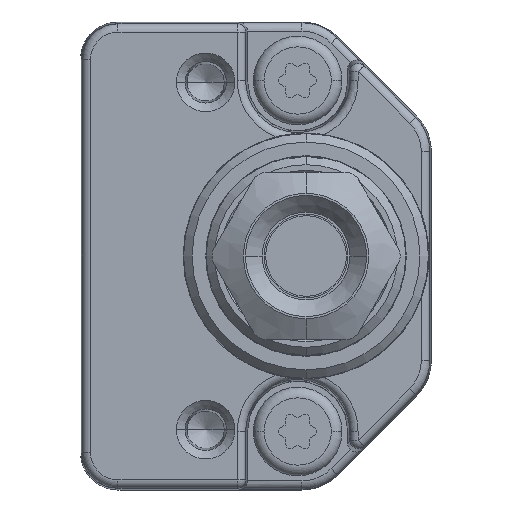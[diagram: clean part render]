
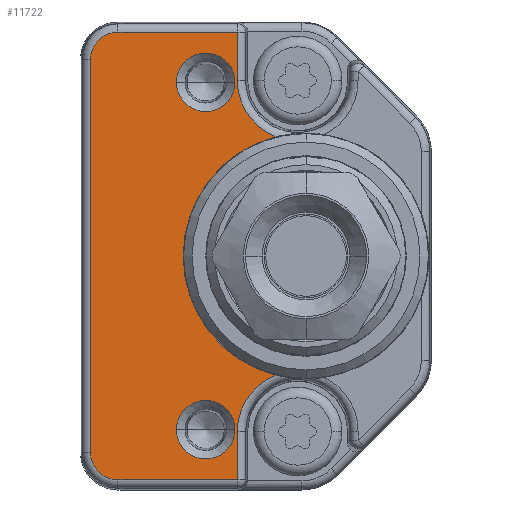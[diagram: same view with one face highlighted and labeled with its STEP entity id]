
A CAD part, left-side view. The second image highlights one B-rep face of the part: STEP entity #11722.
In plain terms, the highlighted planar face has unit normal (-1, 0, 0).
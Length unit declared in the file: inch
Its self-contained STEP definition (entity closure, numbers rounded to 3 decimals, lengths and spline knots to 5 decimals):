
#652=DIRECTION('',(0.,0.,1.));
#653=VECTOR('',#652,0.11399);
#654=CARTESIAN_POINT('',(-0.49213,0.45723,
-0.52737));
#655=LINE('',#654,#653);
#656=DIRECTION('',(0.,-1.,0.));
#657=VECTOR('',#656,0.28096);
#658=CARTESIAN_POINT('',(-0.49213,0.73819,
-0.52737));
#659=LINE('',#658,#657);
#660=CARTESIAN_POINT('',(-0.49213,0.73819,
-0.4626));
#661=DIRECTION('',(-1.,0.,0.));
#662=DIRECTION('',(0.,1.,0.));
#663=AXIS2_PLACEMENT_3D('',#660,#661,#662);
#665=DIRECTION('',(0.,0.,-1.));
#666=VECTOR('',#665,0.9252);
#667=CARTESIAN_POINT('',(-0.49213,0.80296,
0.4626));
#668=LINE('',#667,#666);
#669=CARTESIAN_POINT('',(-0.49213,0.73819,
0.4626));
#670=DIRECTION('',(-1.,0.,0.));
#671=DIRECTION('',(0.,0.,1.));
#672=AXIS2_PLACEMENT_3D('',#669,#670,#671);
#674=DIRECTION('',(0.,1.,0.));
#675=VECTOR('',#674,0.28096);
#676=CARTESIAN_POINT('',(-0.49213,0.45723,
0.52737));
#677=LINE('',#676,#675);
#678=DIRECTION('',(0.,0.,1.));
#679=VECTOR('',#678,0.11399);
#680=CARTESIAN_POINT('',(-0.49213,0.45723,
0.41339));
#681=LINE('',#680,#679);
#682=CARTESIAN_POINT('',(-0.49213,0.31496,
0.41339));
#683=DIRECTION('',(1.,0.,0.));
#684=DIRECTION('',(0.,0.359,-0.933));
#685=AXIS2_PLACEMENT_3D('',#682,#683,#684);
#687=CARTESIAN_POINT('',(-0.49213,0.29528,0.));
#688=DIRECTION('',(-1.,0.,0.));
#689=DIRECTION('',(0.,0.244,0.97));
#690=AXIS2_PLACEMENT_3D('',#687,#688,#689);
#692=CARTESIAN_POINT('',(-0.49213,0.31496,
-0.41339));
#693=DIRECTION('',(1.,0.,0.));
#694=DIRECTION('',(0.,1.,0.));
#695=AXIS2_PLACEMENT_3D('',#692,#693,#694);
#697=CARTESIAN_POINT('',(-0.49213,0.5315,
-0.40915));
#698=DIRECTION('',(1.,0.,0.));
#699=DIRECTION('',(0.,-1.,0.));
#700=AXIS2_PLACEMENT_3D('',#697,#698,#699);
#702=CARTESIAN_POINT('',(-0.49213,0.5315,
-0.40915));
#703=DIRECTION('',(1.,0.,0.));
#704=DIRECTION('',(0.,1.,0.));
#705=AXIS2_PLACEMENT_3D('',#702,#703,#704);
#707=CARTESIAN_POINT('',(-0.49213,0.5315,
0.40915));
#708=DIRECTION('',(1.,0.,0.));
#709=DIRECTION('',(0.,-1.,0.));
#710=AXIS2_PLACEMENT_3D('',#707,#708,#709);
#712=CARTESIAN_POINT('',(-0.49213,0.5315,
0.40915));
#713=DIRECTION('',(1.,0.,0.));
#714=DIRECTION('',(0.,1.,0.));
#715=AXIS2_PLACEMENT_3D('',#712,#713,#714);
#9788=CARTESIAN_POINT('',(-0.49213,0.80296,
-0.4626));
#9789=CARTESIAN_POINT('',(-0.49213,0.73819,
-0.52737));
#9790=VERTEX_POINT('',#9788);
#9791=VERTEX_POINT('',#9789);
#9796=CARTESIAN_POINT('',(-0.49213,0.80296,
0.4626));
#9797=VERTEX_POINT('',#9796);
#9800=CARTESIAN_POINT('',(-0.49213,0.73819,
0.52737));
#9801=VERTEX_POINT('',#9800);
#9828=CARTESIAN_POINT('',(-0.49213,0.45723,
-0.52737));
#9829=CARTESIAN_POINT('',(-0.49213,0.45723,
-0.41339));
#9830=VERTEX_POINT('',#9828);
#9831=VERTEX_POINT('',#9829);
#9853=CARTESIAN_POINT('',(-0.49213,0.366,
-0.28059));
#9854=VERTEX_POINT('',#9853);
#9869=CARTESIAN_POINT('',(-0.49213,0.45723,
0.41339));
#9870=CARTESIAN_POINT('',(-0.49213,0.45723,
0.52737));
#9871=VERTEX_POINT('',#9869);
#9872=VERTEX_POINT('',#9870);
#9893=CARTESIAN_POINT('',(-0.49213,0.366,
0.28059));
#9894=VERTEX_POINT('',#9893);
#9937=CARTESIAN_POINT('',(-0.49213,0.4626,
-0.40915));
#9938=CARTESIAN_POINT('',(-0.49213,0.60039,
-0.40915));
#9939=VERTEX_POINT('',#9937);
#9940=VERTEX_POINT('',#9938);
#9945=CARTESIAN_POINT('',(-0.49213,0.4626,
0.40915));
#9946=CARTESIAN_POINT('',(-0.49213,0.60039,
0.40915));
#9947=VERTEX_POINT('',#9945);
#9948=VERTEX_POINT('',#9946);
#11687=CARTESIAN_POINT('',(-0.49213,0.,0.));
#11688=DIRECTION('',(-1.,0.,0.));
#11689=DIRECTION('',(0.,0.,1.));
#11690=AXIS2_PLACEMENT_3D('',#11687,#11688,#11689);
#11691=PLANE('',#11690);
#11693=ORIENTED_EDGE('',*,*,#11692,.F.);
#11695=ORIENTED_EDGE('',*,*,#11694,.F.);
#11697=ORIENTED_EDGE('',*,*,#11696,.F.);
#11699=ORIENTED_EDGE('',*,*,#11698,.F.);
#11701=ORIENTED_EDGE('',*,*,#11700,.F.);
#11703=ORIENTED_EDGE('',*,*,#11702,.F.);
#11704=ORIENTED_EDGE('',*,*,#11678,.F.);
#11705=ORIENTED_EDGE('',*,*,#11636,.F.);
#11706=ORIENTED_EDGE('',*,*,#11550,.T.);
#11707=ORIENTED_EDGE('',*,*,#11535,.F.);
#11708=EDGE_LOOP('',(#11693,#11695,#11697,#11699,#11701,#11703,#11704,#11705,
#11706,#11707));
#11709=FACE_OUTER_BOUND('',#11708,.F.);
#11711=ORIENTED_EDGE('',*,*,#11710,.F.);
#11713=ORIENTED_EDGE('',*,*,#11712,.F.);
#11714=EDGE_LOOP('',(#11711,#11713));
#11715=FACE_BOUND('',#11714,.F.);
#11717=ORIENTED_EDGE('',*,*,#11716,.F.);
#11719=ORIENTED_EDGE('',*,*,#11718,.F.);
#11720=EDGE_LOOP('',(#11717,#11719));
#11721=FACE_BOUND('',#11720,.F.);
#11722=ADVANCED_FACE('',(#11709,#11715,#11721),#11691,.T.);
#664=CIRCLE('',#663,0.06477);
#673=CIRCLE('',#672,0.06477);
#686=CIRCLE('',#685,0.14227);
#691=CIRCLE('',#690,0.28937);
#696=CIRCLE('',#695,0.14227);
#701=CIRCLE('',#700,0.0689);
#706=CIRCLE('',#705,0.0689);
#711=CIRCLE('',#710,0.0689);
#716=CIRCLE('',#715,0.0689);
#11535=EDGE_CURVE('',#9831,#9854,#696,.T.);
#11550=EDGE_CURVE('',#9894,#9854,#691,.T.);
#11636=EDGE_CURVE('',#9894,#9871,#686,.T.);
#11678=EDGE_CURVE('',#9871,#9872,#681,.T.);
#11692=EDGE_CURVE('',#9830,#9831,#655,.T.);
#11694=EDGE_CURVE('',#9791,#9830,#659,.T.);
#11696=EDGE_CURVE('',#9790,#9791,#664,.T.);
#11698=EDGE_CURVE('',#9797,#9790,#668,.T.);
#11700=EDGE_CURVE('',#9801,#9797,#673,.T.);
#11702=EDGE_CURVE('',#9872,#9801,#677,.T.);
#11710=EDGE_CURVE('',#9939,#9940,#701,.T.);
#11712=EDGE_CURVE('',#9940,#9939,#706,.T.);
#11716=EDGE_CURVE('',#9947,#9948,#711,.T.);
#11718=EDGE_CURVE('',#9948,#9947,#716,.T.);
